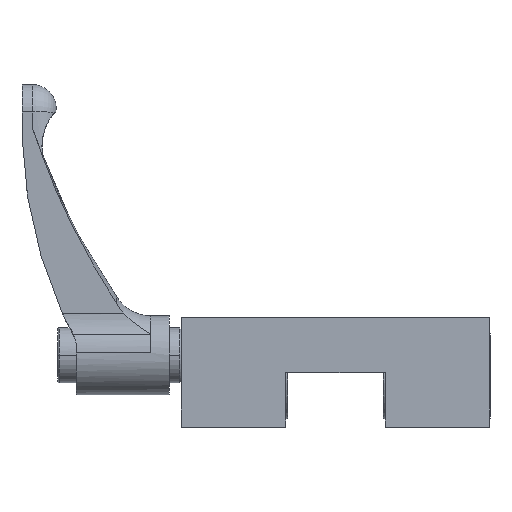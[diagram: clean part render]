
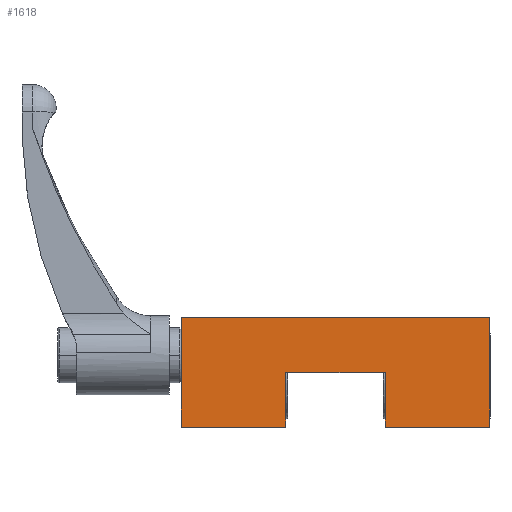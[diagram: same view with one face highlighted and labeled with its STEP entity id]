
A CAD part, top view. The second image highlights one B-rep face of the part: STEP entity #1618.
In plain terms, the highlighted planar face has unit normal (0, 0, 1).
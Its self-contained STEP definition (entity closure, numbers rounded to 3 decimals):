
#76 = DIRECTION ( 'NONE',  ( 1., 0., 0. ) ) ;
#77 = VECTOR ( 'NONE', #76, 1000. ) ;
#78 = CARTESIAN_POINT ( 'NONE',  ( -40.406, -23.43, 22.5 ) ) ;
#83 = LINE ( 'NONE', #78, #77 ) ;
#121 = CARTESIAN_POINT ( 'NONE',  ( -9.906, -23.43, 22.5 ) ) ;
#205 = CARTESIAN_POINT ( 'NONE',  ( -40.406, -23.43, 22.5 ) ) ;
#245 = LINE ( 'NONE', #293, #287 ) ;
#281 = LINE ( 'NONE', #336, #335 ) ;
#282 = CARTESIAN_POINT ( 'NONE',  ( -40.406, 8.57, 22.5 ) ) ;
#287 = VECTOR ( 'NONE', #292, 1000. ) ;
#292 = DIRECTION ( 'NONE',  ( 1., 0., 0. ) ) ;
#293 = CARTESIAN_POINT ( 'NONE',  ( -40.406, -23.43, 22.5 ) ) ;
#294 = CARTESIAN_POINT ( 'NONE',  ( 19.094, -23.43, 22.5 ) ) ;
#314 = CARTESIAN_POINT ( 'NONE',  ( 49.594, 8.57, 22.5 ) ) ;
#319 = DIRECTION ( 'NONE',  ( -1., 0., 0. ) ) ;
#320 = VECTOR ( 'NONE', #319, 1000. ) ;
#321 = CARTESIAN_POINT ( 'NONE',  ( -40.406, 8.57, 22.5 ) ) ;
#327 = LINE ( 'NONE', #321, #320 ) ;
#333 = CARTESIAN_POINT ( 'NONE',  ( 49.594, 8.57, 22.5 ) ) ;
#334 = DIRECTION ( 'NONE',  ( 0., -1., 0. ) ) ;
#335 = VECTOR ( 'NONE', #334, 1000. ) ;
#336 = CARTESIAN_POINT ( 'NONE',  ( 19.094, -7.43, 22.5 ) ) ;
#344 = CARTESIAN_POINT ( 'NONE',  ( 19.094, -7.43, 22.5 ) ) ;
#345 = CARTESIAN_POINT ( 'NONE',  ( 49.594, -23.43, 22.5 ) ) ;
#351 = DIRECTION ( 'NONE',  ( 1., 0., 0. ) ) ;
#352 = CARTESIAN_POINT ( 'NONE',  ( 19.094, -7.43, 22.5 ) ) ;
#359 = DIRECTION ( 'NONE',  ( 0., 1., 0. ) ) ;
#360 = VECTOR ( 'NONE', #359, 1000. ) ;
#365 = LINE ( 'NONE', #314, #360 ) ;
#381 = DIRECTION ( 'NONE',  ( 1., 0., 0. ) ) ;
#382 = DIRECTION ( 'NONE',  ( 0., 0., 1. ) ) ;
#386 = CARTESIAN_POINT ( 'NONE',  ( 49.594, -23.43, 22.5 ) ) ;
#388 = AXIS2_PLACEMENT_3D ( 'NONE', #386, #382, #381 ) ;
#389 = PLANE ( 'NONE',  #388 ) ;
#391 = CARTESIAN_POINT ( 'NONE',  ( -9.906, -7.43, 22.5 ) ) ;
#392 = DIRECTION ( 'NONE',  ( 0., -1., 0. ) ) ;
#393 = VECTOR ( 'NONE', #392, 1000. ) ;
#394 = CARTESIAN_POINT ( 'NONE',  ( -40.406, 8.57, 22.5 ) ) ;
#395 = FACE_OUTER_BOUND ( 'NONE', #1615, .T. ) ;
#397 = VECTOR ( 'NONE', #351, 1000. ) ;
#398 = LINE ( 'NONE', #394, #393 ) ;
#400 = LINE ( 'NONE', #352, #397 ) ;
#453 = DIRECTION ( 'NONE',  ( 0., 1., 0. ) ) ;
#454 = VECTOR ( 'NONE', #453, 1000. ) ;
#455 = CARTESIAN_POINT ( 'NONE',  ( -9.906, -7.43, 22.5 ) ) ;
#457 = LINE ( 'NONE', #455, #454 ) ;
#1429 = EDGE_CURVE ( 'NONE', #1500, #1440, #83, .T. ) ;
#1440 = VERTEX_POINT ( 'NONE', #121 ) ;
#1500 = VERTEX_POINT ( 'NONE', #205 ) ;
#1551 = EDGE_CURVE ( 'NONE', #1552, #1609, #245, .T. ) ;
#1552 = VERTEX_POINT ( 'NONE', #294 ) ;
#1554 = ORIENTED_EDGE ( 'NONE', *, *, #1604, .T. ) ;
#1560 = EDGE_CURVE ( 'NONE', #1601, #1552, #281, .T. ) ;
#1562 = ORIENTED_EDGE ( 'NONE', *, *, #1589, .T. ) ;
#1563 = ORIENTED_EDGE ( 'NONE', *, *, #1560, .T. ) ;
#1568 = VERTEX_POINT ( 'NONE', #282 ) ;
#1572 = EDGE_CURVE ( 'NONE', #1574, #1568, #327, .T. ) ;
#1574 = VERTEX_POINT ( 'NONE', #333 ) ;
#1589 = EDGE_CURVE ( 'NONE', #1609, #1574, #365, .T. ) ;
#1601 = VERTEX_POINT ( 'NONE', #344 ) ;
#1603 = EDGE_CURVE ( 'NONE', #1621, #1601, #400, .T. ) ;
#1604 = EDGE_CURVE ( 'NONE', #1568, #1500, #398, .T. ) ;
#1605 = ORIENTED_EDGE ( 'NONE', *, *, #1603, .T. ) ;
#1609 = VERTEX_POINT ( 'NONE', #345 ) ;
#1612 = ORIENTED_EDGE ( 'NONE', *, *, #1551, .T. ) ;
#1613 = ORIENTED_EDGE ( 'NONE', *, *, #1429, .T. ) ;
#1614 = ORIENTED_EDGE ( 'NONE', *, *, #1572, .T. ) ;
#1615 = EDGE_LOOP ( 'NONE', ( #1620, #1605, #1563, #1612, #1562, #1614, #1554, #1613 ) ) ;
#1618 = ADVANCED_FACE ( 'NONE', ( #395 ), #389, .T. ) ;
#1620 = ORIENTED_EDGE ( 'NONE', *, *, #1654, .T. ) ;
#1621 = VERTEX_POINT ( 'NONE', #391 ) ;
#1654 = EDGE_CURVE ( 'NONE', #1440, #1621, #457, .T. ) ;
